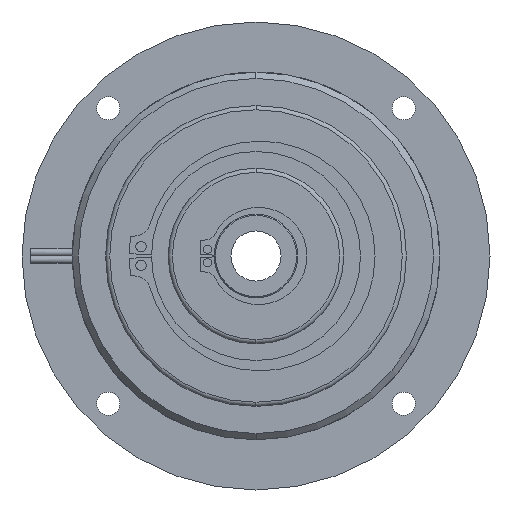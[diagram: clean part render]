
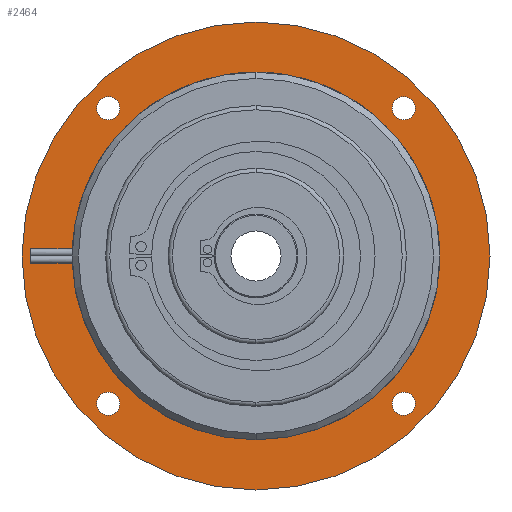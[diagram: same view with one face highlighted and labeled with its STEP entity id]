
A CAD part, left-side view. The second image highlights one B-rep face of the part: STEP entity #2464.
In plain terms, the highlighted planar face has unit normal (-1, 0, 0).
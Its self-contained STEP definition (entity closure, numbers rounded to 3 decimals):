
#16 = DIRECTION ( 'NONE',  ( 0., 0., 1. ) ) ;
#17 = DIRECTION ( 'NONE',  ( -1., 0., 0. ) ) ;
#18 = CARTESIAN_POINT ( 'NONE',  ( 60., 0., 0. ) ) ;
#19 = AXIS2_PLACEMENT_3D ( 'NONE', #18, #17, #16 ) ;
#20 = CIRCLE ( 'NONE', #19, 44. ) ;
#149 = DIRECTION ( 'NONE',  ( 0., 1., 0. ) ) ;
#150 = DIRECTION ( 'NONE',  ( -1., 0., 0. ) ) ;
#151 = CARTESIAN_POINT ( 'NONE',  ( 60., -35.355, 32.605 ) ) ;
#155 = CARTESIAN_POINT ( 'NONE',  ( 60., -35.355, -35.355 ) ) ;
#156 = AXIS2_PLACEMENT_3D ( 'NONE', #155, #150, #149 ) ;
#157 = CIRCLE ( 'NONE', #156, 2.75 ) ;
#195 = CARTESIAN_POINT ( 'NONE',  ( 60., 35.355, -38.105 ) ) ;
#206 = CARTESIAN_POINT ( 'NONE',  ( 60., -35.355, 38.105 ) ) ;
#207 = DIRECTION ( 'NONE',  ( 0., 0., -1. ) ) ;
#208 = DIRECTION ( 'NONE',  ( -1., 0., 0. ) ) ;
#209 = CARTESIAN_POINT ( 'NONE',  ( 60., -35.355, 35.355 ) ) ;
#210 = AXIS2_PLACEMENT_3D ( 'NONE', #209, #208, #207 ) ;
#211 = CIRCLE ( 'NONE', #210, 2.75 ) ;
#238 = CARTESIAN_POINT ( 'NONE',  ( 60., -35.355, -32.605 ) ) ;
#327 = CARTESIAN_POINT ( 'NONE',  ( 60., 35.355, 32.605 ) ) ;
#417 = CARTESIAN_POINT ( 'NONE',  ( 60., 35.355, 38.105 ) ) ;
#730 = DIRECTION ( 'NONE',  ( 0., -1., 0. ) ) ;
#731 = DIRECTION ( 'NONE',  ( -1., 0., 0. ) ) ;
#732 = AXIS2_PLACEMENT_3D ( 'NONE', #763, #731, #730 ) ;
#763 = CARTESIAN_POINT ( 'NONE',  ( 60., 35.355, 35.355 ) ) ;
#764 = CIRCLE ( 'NONE', #732, 2.75 ) ;
#996 = CARTESIAN_POINT ( 'NONE',  ( 60., 0., 44. ) ) ;
#1017 = CARTESIAN_POINT ( 'NONE',  ( 60., 0., -56. ) ) ;
#1373 = EDGE_CURVE ( 'NONE', #5541, #5503, #1765, .T. ) ;
#1380 = EDGE_CURVE ( 'NONE', #5156, #5431, #1751, .T. ) ;
#1410 = EDGE_CURVE ( 'NONE', #5459, #5160, #1680, .T. ) ;
#1490 = EDGE_CURVE ( 'NONE', #5440, #5421, #1978, .T. ) ;
#1511 = CARTESIAN_POINT ( 'NONE',  ( 60., -35.355, -35.355 ) ) ;
#1512 = AXIS2_PLACEMENT_3D ( 'NONE', #1511, #2045, #1987 ) ;
#1680 = CIRCLE ( 'NONE', #1512, 2.75 ) ;
#1744 = DIRECTION ( 'NONE',  ( 0., 0., 1. ) ) ;
#1745 = DIRECTION ( 'NONE',  ( -1., 0., 0. ) ) ;
#1746 = CARTESIAN_POINT ( 'NONE',  ( 60., 35.355, -35.355 ) ) ;
#1747 = AXIS2_PLACEMENT_3D ( 'NONE', #1746, #1745, #1744 ) ;
#1751 = CIRCLE ( 'NONE', #1747, 2.75 ) ;
#1761 = DIRECTION ( 'NONE',  ( 0., -1., 0. ) ) ;
#1762 = DIRECTION ( 'NONE',  ( -1., 0., 0. ) ) ;
#1763 = CARTESIAN_POINT ( 'NONE',  ( 60., 35.355, 35.355 ) ) ;
#1764 = AXIS2_PLACEMENT_3D ( 'NONE', #1763, #1762, #1761 ) ;
#1765 = CIRCLE ( 'NONE', #1764, 2.75 ) ;
#1931 = DIRECTION ( 'NONE',  ( 0., 0., -1. ) ) ;
#1977 = AXIS2_PLACEMENT_3D ( 'NONE', #2056, #2055, #1931 ) ;
#1978 = CIRCLE ( 'NONE', #1977, 2.75 ) ;
#1987 = DIRECTION ( 'NONE',  ( 0., 1., 0. ) ) ;
#2045 = DIRECTION ( 'NONE',  ( -1., 0., 0. ) ) ;
#2055 = DIRECTION ( 'NONE',  ( -1., 0., 0. ) ) ;
#2056 = CARTESIAN_POINT ( 'NONE',  ( 60., -35.355, 35.355 ) ) ;
#2082 = FACE_BOUND ( 'NONE', #2417, .T. ) ;
#2083 = FACE_BOUND ( 'NONE', #2414, .T. ) ;
#2088 = FACE_BOUND ( 'NONE', #2516, .T. ) ;
#2089 = FACE_BOUND ( 'NONE', #2438, .T. ) ;
#2120 = DIRECTION ( 'NONE',  ( 0., 0., 1. ) ) ;
#2121 = DIRECTION ( 'NONE',  ( -1., 0., 0. ) ) ;
#2173 = DIRECTION ( 'NONE',  ( 0., 0., -1. ) ) ;
#2174 = DIRECTION ( 'NONE',  ( 1., 0., 0. ) ) ;
#2213 = CARTESIAN_POINT ( 'NONE',  ( 60., 0., 0. ) ) ;
#2214 = AXIS2_PLACEMENT_3D ( 'NONE', #2213, #2121, #2120 ) ;
#2231 = DIRECTION ( 'NONE',  ( 0., 0., 1. ) ) ;
#2232 = DIRECTION ( 'NONE',  ( -1., 0., 0. ) ) ;
#2233 = CARTESIAN_POINT ( 'NONE',  ( 60., 0., 0. ) ) ;
#2234 = AXIS2_PLACEMENT_3D ( 'NONE', #2233, #2232, #2231 ) ;
#2235 = CIRCLE ( 'NONE', #2234, 56. ) ;
#2266 = PLANE ( 'NONE',  #2269 ) ;
#2268 = CARTESIAN_POINT ( 'NONE',  ( 60., 56., 0. ) ) ;
#2269 = AXIS2_PLACEMENT_3D ( 'NONE', #2268, #2174, #2173 ) ;
#2270 = FACE_OUTER_BOUND ( 'NONE', #2517, .T. ) ;
#2271 = FACE_BOUND ( 'NONE', #2451, .T. ) ;
#2272 = CIRCLE ( 'NONE', #2214, 44. ) ;
#2414 = EDGE_LOOP ( 'NONE', ( #2415, #2416 ) ) ;
#2415 = ORIENTED_EDGE ( 'NONE', *, *, #1410, .F. ) ;
#2416 = ORIENTED_EDGE ( 'NONE', *, *, #5419, .F. ) ;
#2417 = EDGE_LOOP ( 'NONE', ( #2449, #2450 ) ) ;
#2438 = EDGE_LOOP ( 'NONE', ( #2514, #2515 ) ) ;
#2449 = ORIENTED_EDGE ( 'NONE', *, *, #1380, .F. ) ;
#2450 = ORIENTED_EDGE ( 'NONE', *, *, #5155, .F. ) ;
#2451 = EDGE_LOOP ( 'NONE', ( #2452, #2453 ) ) ;
#2452 = ORIENTED_EDGE ( 'NONE', *, *, #5379, .F. ) ;
#2453 = ORIENTED_EDGE ( 'NONE', *, *, #2454, .F. ) ;
#2454 = EDGE_CURVE ( 'NONE', #5247, #5315, #2272, .T. ) ;
#2464 = ADVANCED_FACE ( 'NONE', ( #2089, #2088, #2083, #2082, #2271, #2270 ), #2266, .F. ) ;
#2467 = ORIENTED_EDGE ( 'NONE', *, *, #5193, .T. ) ;
#2504 = ORIENTED_EDGE ( 'NONE', *, *, #1490, .F. ) ;
#2505 = ORIENTED_EDGE ( 'NONE', *, *, #5439, .F. ) ;
#2514 = ORIENTED_EDGE ( 'NONE', *, *, #1373, .F. ) ;
#2515 = ORIENTED_EDGE ( 'NONE', *, *, #5660, .F. ) ;
#2516 = EDGE_LOOP ( 'NONE', ( #2504, #2505 ) ) ;
#2517 = EDGE_LOOP ( 'NONE', ( #2467, #2542 ) ) ;
#2542 = ORIENTED_EDGE ( 'NONE', *, *, #2543, .T. ) ;
#2543 = EDGE_CURVE ( 'NONE', #5335, #5233, #2235, .T. ) ;
#2980 = DIRECTION ( 'NONE',  ( 0., 0., 1. ) ) ;
#3525 = CARTESIAN_POINT ( 'NONE',  ( 60., 0., 0. ) ) ;
#3526 = DIRECTION ( 'NONE',  ( -1., 0., 0. ) ) ;
#3620 = DIRECTION ( 'NONE',  ( -1., 0., 0. ) ) ;
#3621 = CARTESIAN_POINT ( 'NONE',  ( 60., 35.355, -35.355 ) ) ;
#3622 = AXIS2_PLACEMENT_3D ( 'NONE', #3621, #3620, #2980 ) ;
#3623 = CIRCLE ( 'NONE', #3622, 2.75 ) ;
#3639 = CARTESIAN_POINT ( 'NONE',  ( 60., -35.355, -38.105 ) ) ;
#3644 = CARTESIAN_POINT ( 'NONE',  ( 60., 35.355, -32.605 ) ) ;
#3645 = DIRECTION ( 'NONE',  ( 0., 0., 1. ) ) ;
#3673 = AXIS2_PLACEMENT_3D ( 'NONE', #3525, #3526, #3645 ) ;
#3674 = CIRCLE ( 'NONE', #3673, 56. ) ;
#3910 = CARTESIAN_POINT ( 'NONE',  ( 60., 0., 56. ) ) ;
#4027 = CARTESIAN_POINT ( 'NONE',  ( 60., 0., -44. ) ) ;
#5155 = EDGE_CURVE ( 'NONE', #5431, #5156, #3623, .T. ) ;
#5156 = VERTEX_POINT ( 'NONE', #3644 ) ;
#5160 = VERTEX_POINT ( 'NONE', #3639 ) ;
#5193 = EDGE_CURVE ( 'NONE', #5233, #5335, #3674, .T. ) ;
#5233 = VERTEX_POINT ( 'NONE', #3910 ) ;
#5247 = VERTEX_POINT ( 'NONE', #4027 ) ;
#5315 = VERTEX_POINT ( 'NONE', #996 ) ;
#5335 = VERTEX_POINT ( 'NONE', #1017 ) ;
#5379 = EDGE_CURVE ( 'NONE', #5315, #5247, #20, .T. ) ;
#5419 = EDGE_CURVE ( 'NONE', #5160, #5459, #157, .T. ) ;
#5421 = VERTEX_POINT ( 'NONE', #151 ) ;
#5431 = VERTEX_POINT ( 'NONE', #195 ) ;
#5439 = EDGE_CURVE ( 'NONE', #5421, #5440, #211, .T. ) ;
#5440 = VERTEX_POINT ( 'NONE', #206 ) ;
#5459 = VERTEX_POINT ( 'NONE', #238 ) ;
#5503 = VERTEX_POINT ( 'NONE', #327 ) ;
#5541 = VERTEX_POINT ( 'NONE', #417 ) ;
#5660 = EDGE_CURVE ( 'NONE', #5503, #5541, #764, .T. ) ;
